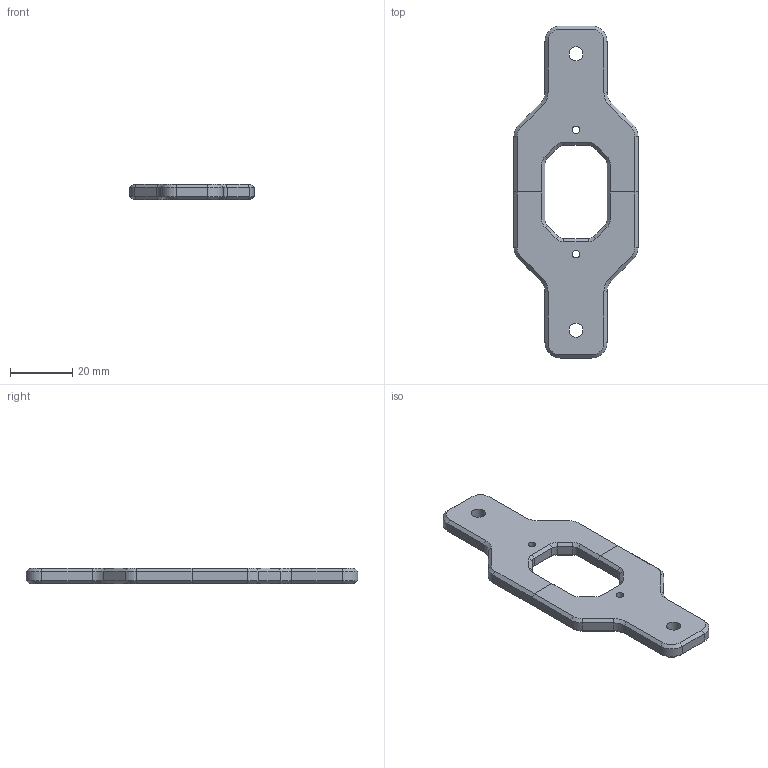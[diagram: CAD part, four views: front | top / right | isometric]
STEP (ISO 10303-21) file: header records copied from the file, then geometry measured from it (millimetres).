
FILE_DESCRIPTION(('FreeCAD Model'),'2;1');
FILE_NAME('Open CASCADE Shape Model','2023-09-21T09:53:17',('Author'),( ''),'Open CASCADE STEP processor 7.6','FreeCAD','Unknown');
FILE_SCHEMA(('AUTOMOTIVE_DESIGN { 1 0 10303 214 1 1 1 1 }'));
Length unit declared in the file: millimetre
Products named in the file (3): Part; Body; Clone (Mirror #1)
Assembly tree (2 placements, depth 2):
  Part
    Body
    Clone (Mirror #1)
Bounding box: 40 x 106.94 x 5 mm (x, y, z)
Volume: 12286.7 mm3; surface area: 6796.3 mm2
Topology: 2 solids, 2 shells, 144 faces, 340 edges, 200 vertices
Faces by surface type: plane 80, cone 40, cylinder 24
Full cylindrical faces by diameter (mm): 2.5 x2, 4.5 x2
Entity records: 4114 total; most frequent: DIRECTION 722, CARTESIAN_POINT 687, ORIENTED_EDGE 680, EDGE_CURVE 340, LINE 252, VECTOR 252, AXIS2_PLACEMENT_3D 235, VERTEX_POINT 200
